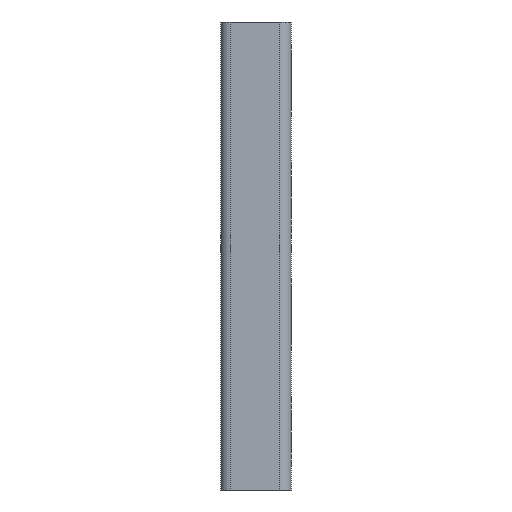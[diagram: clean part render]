
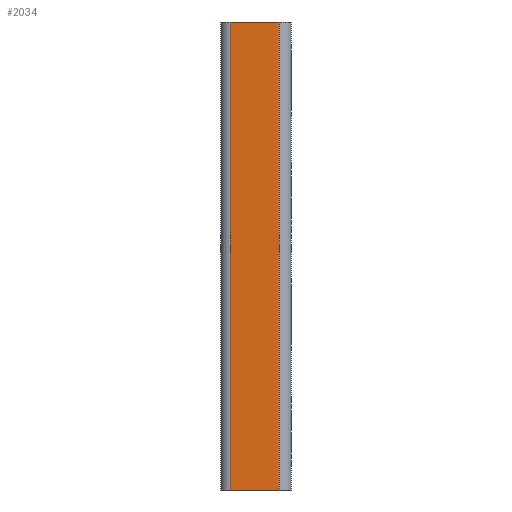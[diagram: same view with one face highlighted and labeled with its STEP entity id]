
A CAD part, left-side view. The second image highlights one B-rep face of the part: STEP entity #2034.
In plain terms, the highlighted planar face has unit normal (-1, 0, 0).
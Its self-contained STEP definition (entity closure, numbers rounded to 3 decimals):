
#122 = DIRECTION ( 'NONE',  ( 0., 1., 0. ) ) ;
#171 = DIRECTION ( 'NONE',  ( 0., 0., -1. ) ) ;
#189 = PLANE ( 'NONE',  #2375 ) ;
#253 = CARTESIAN_POINT ( 'NONE',  ( -25., -4., 200. ) ) ;
#324 = VERTEX_POINT ( 'NONE', #1778 ) ;
#352 = VERTEX_POINT ( 'NONE', #253 ) ;
#362 = LINE ( 'NONE', #1905, #2837 ) ;
#385 = VERTEX_POINT ( 'NONE', #2552 ) ;
#394 = DIRECTION ( 'NONE',  ( 0., 1., 0. ) ) ;
#715 = LINE ( 'NONE', #1161, #2010 ) ;
#941 = CARTESIAN_POINT ( 'NONE',  ( -25., 0., 200. ) ) ;
#958 = DIRECTION ( 'NONE',  ( 0., 0., 1. ) ) ;
#1080 = ORIENTED_EDGE ( 'NONE', *, *, #2832, .F. ) ;
#1161 = CARTESIAN_POINT ( 'NONE',  ( -25., -4., 200. ) ) ;
#1265 = EDGE_LOOP ( 'NONE', ( #3037, #1080, #2627, #2556 ) ) ;
#1405 = VECTOR ( 'NONE', #394, 1000. ) ;
#1505 = VERTEX_POINT ( 'NONE', #3248 ) ;
#1514 = FACE_OUTER_BOUND ( 'NONE', #1265, .T. ) ;
#1565 = CARTESIAN_POINT ( 'NONE',  ( -25., -25., 200. ) ) ;
#1778 = CARTESIAN_POINT ( 'NONE',  ( -25., -4., 0. ) ) ;
#1782 = LINE ( 'NONE', #1565, #2966 ) ;
#1837 = EDGE_CURVE ( 'NONE', #1505, #324, #362, .T. ) ;
#1892 = EDGE_CURVE ( 'NONE', #385, #352, #2752, .T. ) ;
#1905 = CARTESIAN_POINT ( 'NONE',  ( -25., 0., 0. ) ) ;
#1912 = EDGE_CURVE ( 'NONE', #352, #324, #715, .T. ) ;
#1933 = CARTESIAN_POINT ( 'NONE',  ( -25., 0., 200. ) ) ;
#2010 = VECTOR ( 'NONE', #2692, 1000. ) ;
#2034 = ADVANCED_FACE ( 'NONE', ( #1514 ), #189, .T. ) ;
#2375 = AXIS2_PLACEMENT_3D ( 'NONE', #941, #2494, #958 ) ;
#2494 = DIRECTION ( 'NONE',  ( -1., 0., 0. ) ) ;
#2552 = CARTESIAN_POINT ( 'NONE',  ( -25., -25., 200. ) ) ;
#2556 = ORIENTED_EDGE ( 'NONE', *, *, #1912, .T. ) ;
#2627 = ORIENTED_EDGE ( 'NONE', *, *, #1892, .T. ) ;
#2692 = DIRECTION ( 'NONE',  ( 0., 0., -1. ) ) ;
#2752 = LINE ( 'NONE', #1933, #1405 ) ;
#2832 = EDGE_CURVE ( 'NONE', #385, #1505, #1782, .T. ) ;
#2837 = VECTOR ( 'NONE', #122, 1000. ) ;
#2966 = VECTOR ( 'NONE', #171, 1000. ) ;
#3037 = ORIENTED_EDGE ( 'NONE', *, *, #1837, .F. ) ;
#3248 = CARTESIAN_POINT ( 'NONE',  ( -25., -25., 0. ) ) ;
